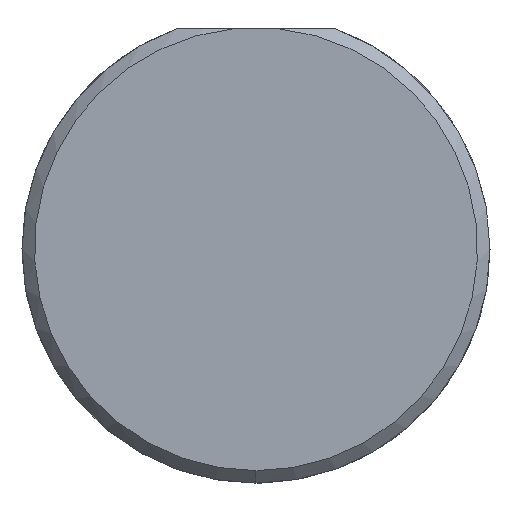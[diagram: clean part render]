
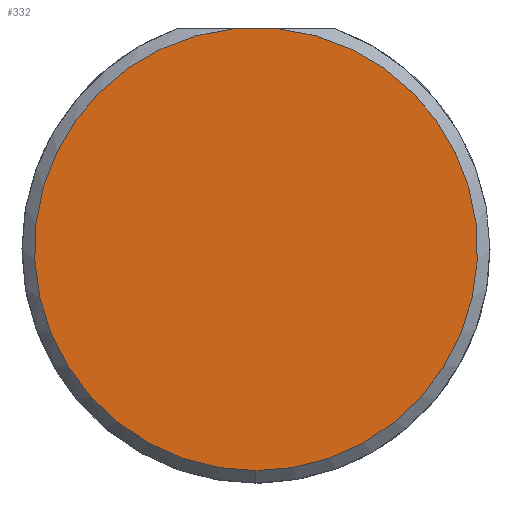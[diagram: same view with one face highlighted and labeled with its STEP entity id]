
A CAD part, left-side view. The second image highlights one B-rep face of the part: STEP entity #332.
In plain terms, the highlighted planar face has unit normal (-1, 0, 0).
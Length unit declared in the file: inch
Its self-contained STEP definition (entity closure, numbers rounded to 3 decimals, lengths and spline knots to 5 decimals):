
#18 = EDGE_CURVE ( 'NONE', #362, #341, #60, .T. ) ;
#27 = DIRECTION ( 'NONE',  ( 0., 0., -1. ) ) ;
#40 = CIRCLE ( 'NONE', #637, 0.17735 ) ;
#60 = LINE ( 'NONE', #467, #697 ) ;
#87 = CARTESIAN_POINT ( 'NONE',  ( 0., 0., -0.17735 ) ) ;
#127 = DIRECTION ( 'NONE',  ( -1., 0., 0. ) ) ;
#128 = AXIS2_PLACEMENT_3D ( 'NONE', #456, #127, #401 ) ;
#129 = DIRECTION ( 'NONE',  ( 0., 0., -1. ) ) ;
#134 = ORIENTED_EDGE ( 'NONE', *, *, #570, .T. ) ;
#136 = FACE_OUTER_BOUND ( 'NONE', #465, .T. ) ;
#167 = EDGE_CURVE ( 'NONE', #341, #313, #40, .T. ) ;
#202 = DIRECTION ( 'NONE',  ( 1., 0., 0. ) ) ;
#233 = AXIS2_PLACEMENT_3D ( 'NONE', #307, #202, #27 ) ;
#279 = DIRECTION ( 'NONE',  ( -1., 0., 0. ) ) ;
#288 = ORIENTED_EDGE ( 'NONE', *, *, #18, .T. ) ;
#307 = CARTESIAN_POINT ( 'NONE',  ( 0., 0., 0. ) ) ;
#313 = VERTEX_POINT ( 'NONE', #87 ) ;
#321 = CARTESIAN_POINT ( 'NONE',  ( 0., 0.01881, 0.17635 ) ) ;
#332 = ADVANCED_FACE ( 'NONE', ( #136 ), #366, .F. ) ;
#341 = VERTEX_POINT ( 'NONE', #321 ) ;
#345 = CIRCLE ( 'NONE', #128, 0.17735 ) ;
#362 = VERTEX_POINT ( 'NONE', #571 ) ;
#366 = PLANE ( 'NONE',  #233 ) ;
#373 = DIRECTION ( 'NONE',  ( 0., 1., 0. ) ) ;
#401 = DIRECTION ( 'NONE',  ( 0., 0., -1. ) ) ;
#456 = CARTESIAN_POINT ( 'NONE',  ( 0., 0., 0. ) ) ;
#465 = EDGE_LOOP ( 'NONE', ( #288, #519, #134 ) ) ;
#467 = CARTESIAN_POINT ( 'NONE',  ( 0., 0.18735, 0.17635 ) ) ;
#503 = CARTESIAN_POINT ( 'NONE',  ( 0., 0., 0. ) ) ;
#519 = ORIENTED_EDGE ( 'NONE', *, *, #167, .T. ) ;
#570 = EDGE_CURVE ( 'NONE', #313, #362, #345, .T. ) ;
#571 = CARTESIAN_POINT ( 'NONE',  ( 0., -0.01881, 0.17635 ) ) ;
#637 = AXIS2_PLACEMENT_3D ( 'NONE', #503, #279, #129 ) ;
#697 = VECTOR ( 'NONE', #373, 39.37008 ) ;
